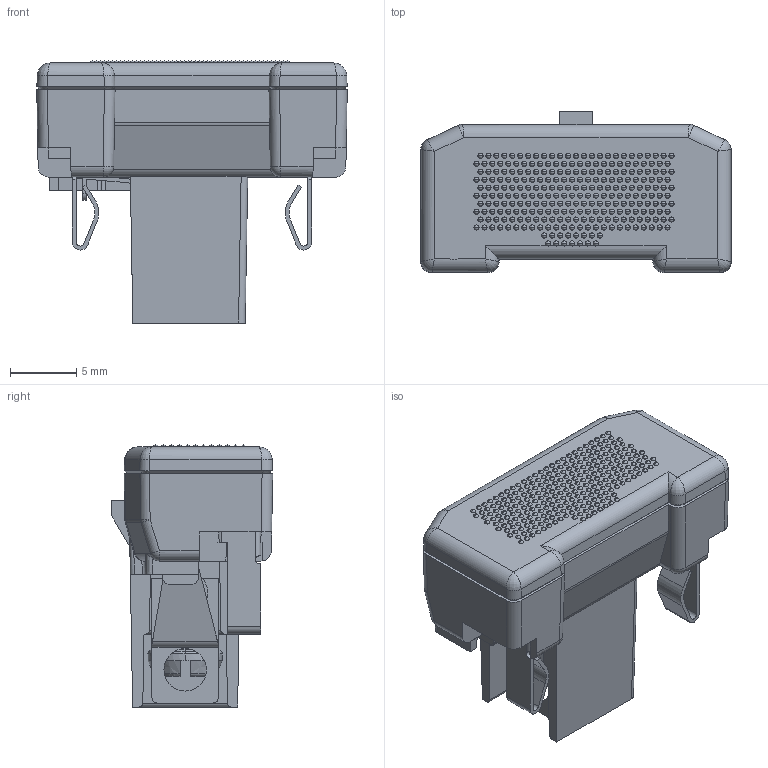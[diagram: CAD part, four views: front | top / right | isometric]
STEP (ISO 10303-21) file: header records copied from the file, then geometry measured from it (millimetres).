
FILE_DESCRIPTION((''),'2;1');
FILE_NAME('WDE1687W','2025-04-03T09:46:17',('bassanm'),(''),'CREO PARAMETRIC BY PTC INC, 2023154','CREO PARAMETRIC BY PTC INC, 2023154','');
FILE_SCHEMA(('CONFIG_CONTROL_DESIGN','SHAPE_APPEARANCE_LAYERS_GROUPS'));
Products named in the file (1): WDE1687W
Bounding box: 23.4 x 12.17 x 19.75 mm (x, y, z)
Volume: 1237.8 mm3; surface area: 4113.2 mm2
Topology: 2 solids, 3 shells, 1871 faces, 5248 edges, 3063 vertices
Faces by surface type: plane 673, sphere 601, cylinder 428, bspline 98, torus 40, cone 31
Entity records: 80443 total; most frequent: CARTESIAN_POINT 16785, DIRECTION 9531, ORIENTED_EDGE 9268, EDGE_CURVE 4634, PRESENTATION_STYLE_ASSIGNMENT 4201, AXIS2_PLACEMENT_3D 3695, STYLED_ITEM 3427, VERTEX_POINT 3065
